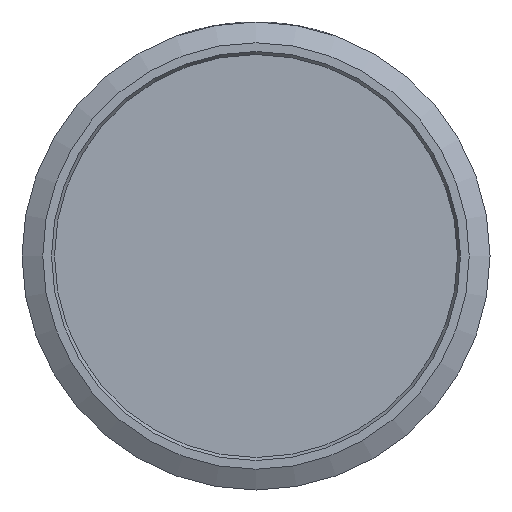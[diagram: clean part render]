
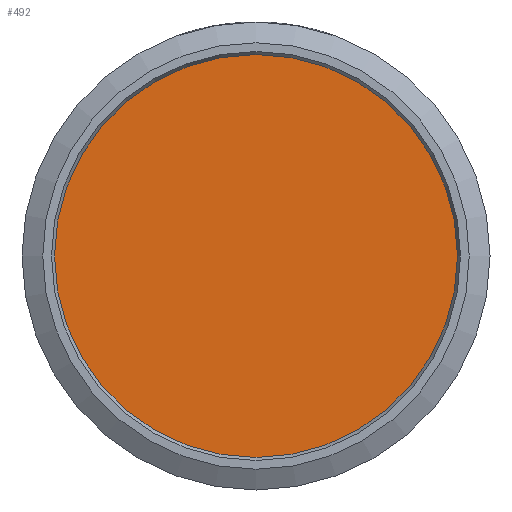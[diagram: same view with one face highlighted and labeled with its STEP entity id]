
A CAD part, front view. The second image highlights one B-rep face of the part: STEP entity #492.
In plain terms, the highlighted planar face has unit normal (0, -1, 0).
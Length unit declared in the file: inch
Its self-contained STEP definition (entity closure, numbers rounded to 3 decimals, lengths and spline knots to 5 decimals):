
#31 = AXIS2_PLACEMENT_3D ( 'NONE', #435, #1349, #1505 ) ;
#247 = DIRECTION ( 'NONE',  ( 0., 0., -1. ) ) ;
#278 = CARTESIAN_POINT ( 'NONE',  ( 0.30512, -1.96063, 0. ) ) ;
#435 = CARTESIAN_POINT ( 'NONE',  ( 0., -1.96063, 0. ) ) ;
#492 = ADVANCED_FACE ( 'NONE', ( #667 ), #1436, .T. ) ;
#667 = FACE_OUTER_BOUND ( 'NONE', #1631, .T. ) ;
#688 = CIRCLE ( 'NONE', #31, 0.30512 ) ;
#1039 = CARTESIAN_POINT ( 'NONE',  ( 0., -1.96063, 0. ) ) ;
#1311 = DIRECTION ( 'NONE',  ( 0., -1., 0. ) ) ;
#1313 = VERTEX_POINT ( 'NONE', #278 ) ;
#1349 = DIRECTION ( 'NONE',  ( 0., -1., 0. ) ) ;
#1435 = EDGE_CURVE ( 'NONE', #1313, #1313, #688, .T. ) ;
#1436 = PLANE ( 'NONE',  #1581 ) ;
#1505 = DIRECTION ( 'NONE',  ( 1., 0., 0. ) ) ;
#1581 = AXIS2_PLACEMENT_3D ( 'NONE', #1039, #1311, #247 ) ;
#1604 = ORIENTED_EDGE ( 'NONE', *, *, #1435, .T. ) ;
#1631 = EDGE_LOOP ( 'NONE', ( #1604 ) ) ;
